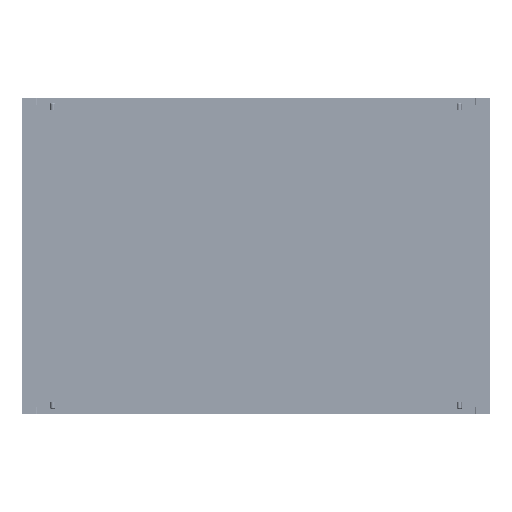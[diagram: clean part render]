
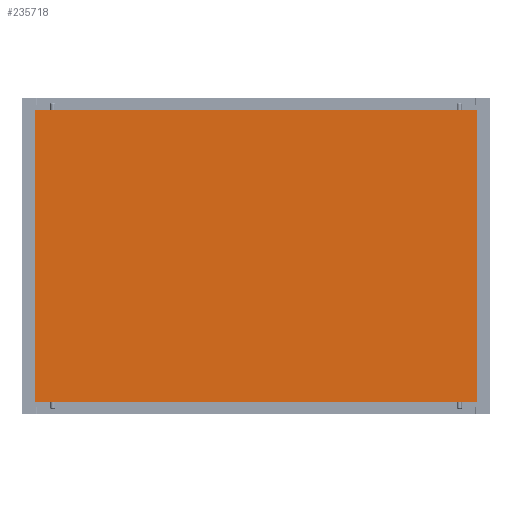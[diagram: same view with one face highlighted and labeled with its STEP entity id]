
A CAD part, front view. The second image highlights one B-rep face of the part: STEP entity #235718.
In plain terms, the highlighted planar face has unit normal (0, -1, 0).
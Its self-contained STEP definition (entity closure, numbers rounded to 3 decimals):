
#8077 = LINE ( 'NONE', #194441, #254931 ) ;
#14040 = VERTEX_POINT ( 'NONE', #119992 ) ;
#15390 = ORIENTED_EDGE ( 'NONE', *, *, #22484, .F. ) ;
#16094 = CARTESIAN_POINT ( 'NONE',  ( 0., 0., 560. ) ) ;
#22484 = EDGE_CURVE ( 'NONE', #209186, #119676, #62643, .T. ) ;
#26142 = EDGE_LOOP ( 'NONE', ( #41614, #35492, #15390, #162134 ) ) ;
#35492 = ORIENTED_EDGE ( 'NONE', *, *, #87786, .F. ) ;
#38471 = VERTEX_POINT ( 'NONE', #154326 ) ;
#41614 = ORIENTED_EDGE ( 'NONE', *, *, #134122, .T. ) ;
#58655 = CARTESIAN_POINT ( 'NONE',  ( 0., 0., 0. ) ) ;
#62643 = LINE ( 'NONE', #16094, #68547 ) ;
#68547 = VECTOR ( 'NONE', #143464, 1000. ) ;
#75438 = VECTOR ( 'NONE', #164588, 1000. ) ;
#87786 = EDGE_CURVE ( 'NONE', #119676, #38471, #8077, .T. ) ;
#95813 = DIRECTION ( 'NONE',  ( 0., 0., -1. ) ) ;
#98331 = CARTESIAN_POINT ( 'NONE',  ( 0., 0., 560. ) ) ;
#108757 = VECTOR ( 'NONE', #268244, 1000. ) ;
#119393 = CARTESIAN_POINT ( 'NONE',  ( 0., 0., 560. ) ) ;
#119676 = VERTEX_POINT ( 'NONE', #183846 ) ;
#119992 = CARTESIAN_POINT ( 'NONE',  ( 0., 0., 0. ) ) ;
#134122 = EDGE_CURVE ( 'NONE', #14040, #38471, #203892, .T. ) ;
#142939 = DIRECTION ( 'NONE',  ( 0., 0., 1. ) ) ;
#143464 = DIRECTION ( 'NONE',  ( 1., 0., 0. ) ) ;
#153211 = EDGE_CURVE ( 'NONE', #209186, #14040, #223511, .T. ) ;
#154326 = CARTESIAN_POINT ( 'NONE',  ( 850., 0., 0. ) ) ;
#162134 = ORIENTED_EDGE ( 'NONE', *, *, #153211, .T. ) ;
#164588 = DIRECTION ( 'NONE',  ( 0., 0., -1. ) ) ;
#178119 = AXIS2_PLACEMENT_3D ( 'NONE', #262341, #221211, #142939 ) ;
#183846 = CARTESIAN_POINT ( 'NONE',  ( 850., 0., 560. ) ) ;
#194441 = CARTESIAN_POINT ( 'NONE',  ( 850., 0., 560. ) ) ;
#199240 = FACE_OUTER_BOUND ( 'NONE', #26142, .T. ) ;
#203892 = LINE ( 'NONE', #58655, #108757 ) ;
#209186 = VERTEX_POINT ( 'NONE', #98331 ) ;
#219862 = PLANE ( 'NONE',  #178119 ) ;
#221211 = DIRECTION ( 'NONE',  ( 0., 1., 0. ) ) ;
#223511 = LINE ( 'NONE', #119393, #75438 ) ;
#235718 = ADVANCED_FACE ( 'NONE', ( #199240 ), #219862, .F. ) ;
#254931 = VECTOR ( 'NONE', #95813, 1000. ) ;
#262341 = CARTESIAN_POINT ( 'NONE',  ( 0., 0., 560. ) ) ;
#268244 = DIRECTION ( 'NONE',  ( 1., 0., 0. ) ) ;
